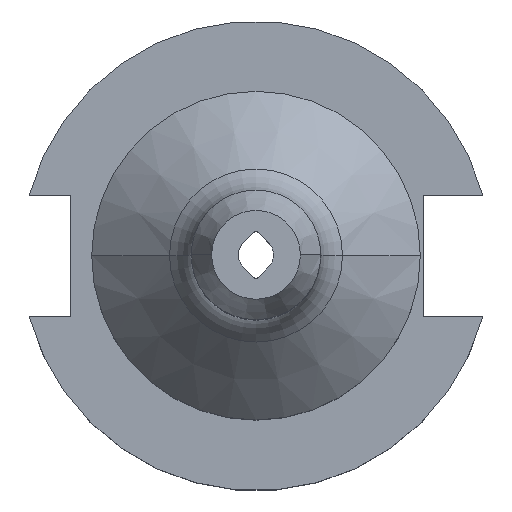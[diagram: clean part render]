
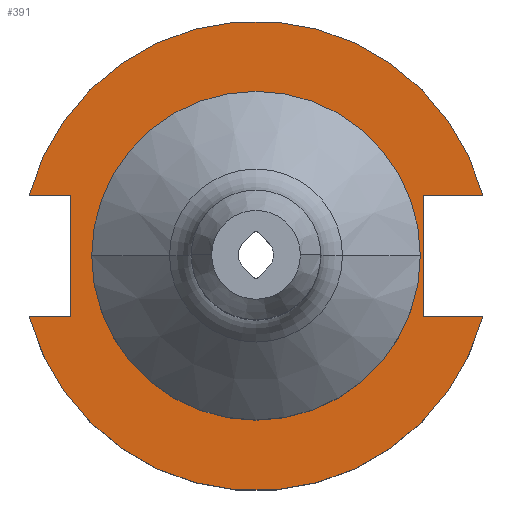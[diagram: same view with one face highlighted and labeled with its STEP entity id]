
A CAD part, top view. The second image highlights one B-rep face of the part: STEP entity #391.
In plain terms, the highlighted planar face has unit normal (0, 0, 1).
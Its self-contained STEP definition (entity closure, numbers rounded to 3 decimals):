
#22 = VERTEX_POINT ( 'NONE', #141 ) ;
#40 = DIRECTION ( 'NONE',  ( 0., -1., 0. ) ) ;
#55 = CARTESIAN_POINT ( 'NONE',  ( 0., 8.191, 19.05 ) ) ;
#71 = CARTESIAN_POINT ( 'NONE',  ( 0., 0., 19.05 ) ) ;
#85 = EDGE_CURVE ( 'NONE', #245, #1238, #357, .T. ) ;
#96 = EDGE_LOOP ( 'NONE', ( #912, #1741, #291, #1923, #668, #371, #168, #413 ) ) ;
#141 = CARTESIAN_POINT ( 'NONE',  ( 30.675, -8.191, 19.05 ) ) ;
#168 = ORIENTED_EDGE ( 'NONE', *, *, #1730, .T. ) ;
#174 = CIRCLE ( 'NONE', #1525, 31.75 ) ;
#190 = AXIS2_PLACEMENT_3D ( 'NONE', #688, #400, #1430 ) ;
#203 = DIRECTION ( 'NONE',  ( 1., 0., 0. ) ) ;
#211 = DIRECTION ( 'NONE',  ( 0., 0., 1. ) ) ;
#215 = EDGE_CURVE ( 'NONE', #1238, #245, #234, .T. ) ;
#227 = VECTOR ( 'NONE', #1683, 1000. ) ;
#234 = CIRCLE ( 'NONE', #1397, 22.225 ) ;
#240 = EDGE_CURVE ( 'NONE', #1231, #22, #948, .T. ) ;
#245 = VERTEX_POINT ( 'NONE', #686 ) ;
#289 = DIRECTION ( 'NONE',  ( 1., 0., 0. ) ) ;
#291 = ORIENTED_EDGE ( 'NONE', *, *, #240, .T. ) ;
#301 = EDGE_CURVE ( 'NONE', #327, #1646, #1895, .T. ) ;
#313 = EDGE_CURVE ( 'NONE', #1623, #819, #467, .T. ) ;
#327 = VERTEX_POINT ( 'NONE', #928 ) ;
#343 = CARTESIAN_POINT ( 'NONE',  ( 0., 0., 19.05 ) ) ;
#350 = CARTESIAN_POINT ( 'NONE',  ( -61.091, -8.191, 19.05 ) ) ;
#351 = FACE_BOUND ( 'NONE', #1573, .T. ) ;
#357 = CIRCLE ( 'NONE', #1091, 22.225 ) ;
#367 = DIRECTION ( 'NONE',  ( 0., 0., 1. ) ) ;
#371 = ORIENTED_EDGE ( 'NONE', *, *, #697, .F. ) ;
#391 = ADVANCED_FACE ( 'NONE', ( #351, #1847 ), #987, .F. ) ;
#400 = DIRECTION ( 'NONE',  ( 0., 0., 1. ) ) ;
#413 = ORIENTED_EDGE ( 'NONE', *, *, #826, .T. ) ;
#428 = LINE ( 'NONE', #350, #1253 ) ;
#457 = VERTEX_POINT ( 'NONE', #1431 ) ;
#467 = LINE ( 'NONE', #1082, #227 ) ;
#472 = CARTESIAN_POINT ( 'NONE',  ( -30.675, -8.191, 19.05 ) ) ;
#503 = DIRECTION ( 'NONE',  ( 1., 0., 0. ) ) ;
#517 = DIRECTION ( 'NONE',  ( 1., 0., 0. ) ) ;
#604 = ORIENTED_EDGE ( 'NONE', *, *, #215, .F. ) ;
#633 = VECTOR ( 'NONE', #289, 1000. ) ;
#668 = ORIENTED_EDGE ( 'NONE', *, *, #313, .T. ) ;
#686 = CARTESIAN_POINT ( 'NONE',  ( 22.225, 0., 19.05 ) ) ;
#688 = CARTESIAN_POINT ( 'NONE',  ( 0., 0., 19.05 ) ) ;
#697 = EDGE_CURVE ( 'NONE', #457, #819, #1071, .T. ) ;
#752 = EDGE_CURVE ( 'NONE', #1231, #1646, #428, .T. ) ;
#756 = CARTESIAN_POINT ( 'NONE',  ( -30.675, 8.191, 19.05 ) ) ;
#819 = VERTEX_POINT ( 'NONE', #1921 ) ;
#826 = EDGE_CURVE ( 'NONE', #1007, #327, #1534, .T. ) ;
#827 = DIRECTION ( 'NONE',  ( -1., 0., 0. ) ) ;
#849 = VECTOR ( 'NONE', #40, 1000. ) ;
#859 = CARTESIAN_POINT ( 'NONE',  ( -61.091, 8.191, 19.05 ) ) ;
#904 = CARTESIAN_POINT ( 'NONE',  ( -22.225, 0., 19.05 ) ) ;
#908 = DIRECTION ( 'NONE',  ( 1., 0., 0. ) ) ;
#912 = ORIENTED_EDGE ( 'NONE', *, *, #301, .T. ) ;
#928 = CARTESIAN_POINT ( 'NONE',  ( -25.091, 8.191, 19.05 ) ) ;
#948 = CIRCLE ( 'NONE', #190, 31.75 ) ;
#949 = VECTOR ( 'NONE', #908, 1000. ) ;
#987 = PLANE ( 'NONE',  #1447 ) ;
#1007 = VERTEX_POINT ( 'NONE', #756 ) ;
#1071 = LINE ( 'NONE', #55, #1377 ) ;
#1082 = CARTESIAN_POINT ( 'NONE',  ( 22.606, 22.225, 19.05 ) ) ;
#1084 = CARTESIAN_POINT ( 'NONE',  ( -25.091, -8.191, 19.05 ) ) ;
#1091 = AXIS2_PLACEMENT_3D ( 'NONE', #1243, #367, #517 ) ;
#1094 = DIRECTION ( 'NONE',  ( -1., 0., 0. ) ) ;
#1128 = CARTESIAN_POINT ( 'NONE',  ( 0., 22.225, 19.05 ) ) ;
#1159 = EDGE_CURVE ( 'NONE', #1623, #22, #1402, .T. ) ;
#1190 = ORIENTED_EDGE ( 'NONE', *, *, #85, .F. ) ;
#1231 = VERTEX_POINT ( 'NONE', #472 ) ;
#1232 = CARTESIAN_POINT ( 'NONE',  ( 22.606, -8.191, 19.05 ) ) ;
#1238 = VERTEX_POINT ( 'NONE', #904 ) ;
#1243 = CARTESIAN_POINT ( 'NONE',  ( 0., 0., 19.05 ) ) ;
#1253 = VECTOR ( 'NONE', #503, 1000. ) ;
#1377 = VECTOR ( 'NONE', #1094, 1000. ) ;
#1397 = AXIS2_PLACEMENT_3D ( 'NONE', #71, #1531, #1689 ) ;
#1402 = LINE ( 'NONE', #1604, #949 ) ;
#1430 = DIRECTION ( 'NONE',  ( 1., 0., 0. ) ) ;
#1431 = CARTESIAN_POINT ( 'NONE',  ( 30.675, 8.191, 19.05 ) ) ;
#1436 = DIRECTION ( 'NONE',  ( 0., 0., -1. ) ) ;
#1447 = AXIS2_PLACEMENT_3D ( 'NONE', #1128, #1436, #827 ) ;
#1525 = AXIS2_PLACEMENT_3D ( 'NONE', #343, #211, #203 ) ;
#1531 = DIRECTION ( 'NONE',  ( 0., 0., 1. ) ) ;
#1534 = LINE ( 'NONE', #859, #633 ) ;
#1573 = EDGE_LOOP ( 'NONE', ( #1190, #604 ) ) ;
#1604 = CARTESIAN_POINT ( 'NONE',  ( 0., -8.191, 19.05 ) ) ;
#1623 = VERTEX_POINT ( 'NONE', #1232 ) ;
#1646 = VERTEX_POINT ( 'NONE', #1084 ) ;
#1683 = DIRECTION ( 'NONE',  ( 0., 1., 0. ) ) ;
#1689 = DIRECTION ( 'NONE',  ( 1., 0., 0. ) ) ;
#1730 = EDGE_CURVE ( 'NONE', #457, #1007, #174, .T. ) ;
#1741 = ORIENTED_EDGE ( 'NONE', *, *, #752, .F. ) ;
#1832 = CARTESIAN_POINT ( 'NONE',  ( -25.091, 8.191, 19.05 ) ) ;
#1847 = FACE_OUTER_BOUND ( 'NONE', #96, .T. ) ;
#1895 = LINE ( 'NONE', #1832, #849 ) ;
#1921 = CARTESIAN_POINT ( 'NONE',  ( 22.606, 8.191, 19.05 ) ) ;
#1923 = ORIENTED_EDGE ( 'NONE', *, *, #1159, .F. ) ;
